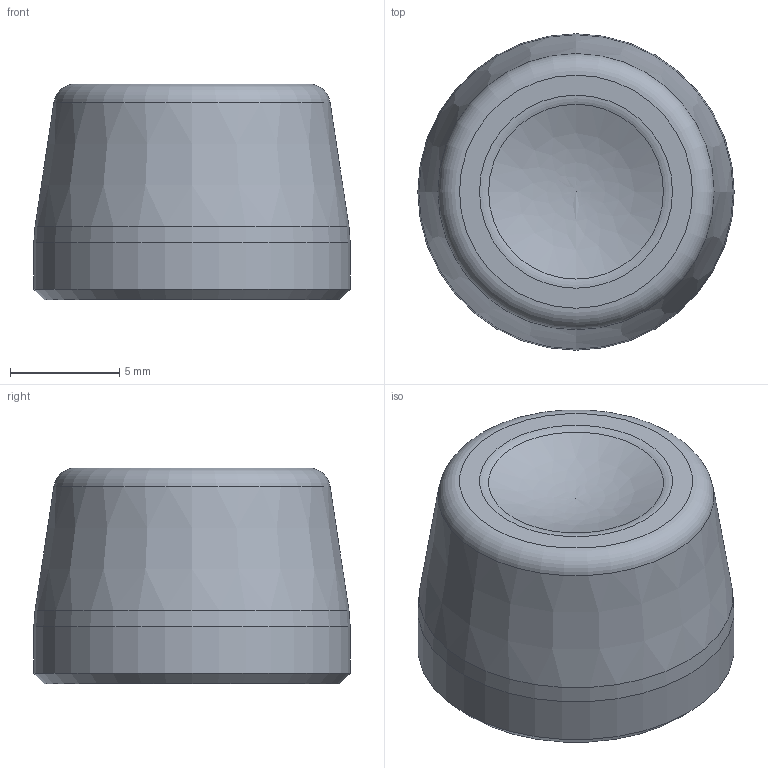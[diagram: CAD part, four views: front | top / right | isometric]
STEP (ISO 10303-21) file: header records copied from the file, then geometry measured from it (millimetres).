
FILE_DESCRIPTION(/* description */ ('STEP AP242','CAx-IF Rec.Pracs.---Representation and Presentation of Product Manufacturing Information (PMI)---4.0---2014-10-13','CAx-IF Rec.Pracs.---3D Tessellated Geometry---0.4---2014-09-14','2;1'),/* implementation_level */ '2;1');
FILE_NAME(/* name */ '66e7d9afc7d3884b24f1a8a4',/* time_stamp */ '2024-09-16T07:09:35Z',/* author */ (''),/* organization */ (''),/* preprocessor_version */ 'ST-DEVELOPER v20',/* originating_system */ ' ',/* authorisation */ ' ');
FILE_SCHEMA (('AP242_MANAGED_MODEL_BASED_3D_ENGINEERING_MIM_LF { 1 0 10303 442 1 1 4 }'));
Length unit declared in the file: metre
Products named in the file (1): Part 1
Bounding box: 14.5 x 14.5 x 9.9 mm (x, y, z)
Volume: 1068.6 mm3; surface area: 889.8 mm2
Topology: 1 solids, 1 shells, 16 faces, 34 edges, 21 vertices
Faces by surface type: cone 5, cylinder 4, plane 3, torus 3, bspline 1
Full cylindrical faces by diameter (mm): 7.55 x2, 8.75 x1, 14.5 x1
Entity records: 380 total; most frequent: CARTESIAN_POINT 91, DIRECTION 62, FACE_BOUND 31, AXIS2_PLACEMENT_3D 31, ORIENTED_EDGE 30, EDGE_LOOP 30, VERTEX_POINT 16, ADVANCED_FACE 16
